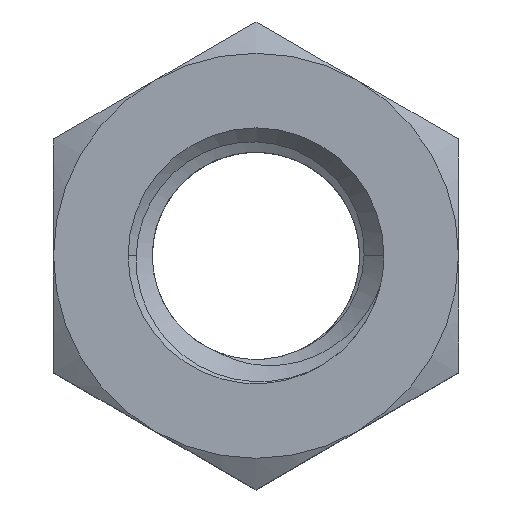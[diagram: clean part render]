
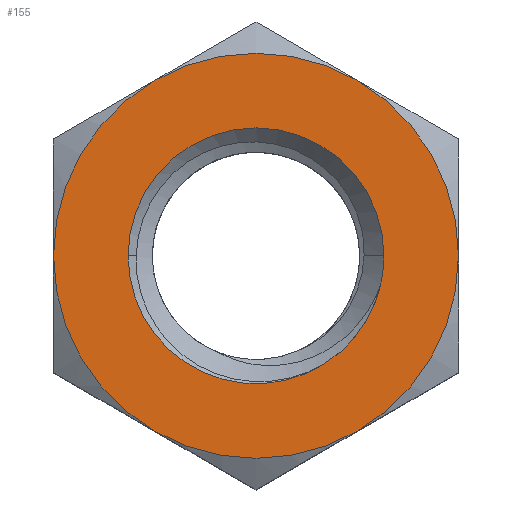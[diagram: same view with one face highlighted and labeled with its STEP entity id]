
A CAD part, top view. The second image highlights one B-rep face of the part: STEP entity #155.
In plain terms, the highlighted planar face has unit normal (0, 0, 1).
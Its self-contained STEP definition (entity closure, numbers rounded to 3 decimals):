
#61 = VERTEX_POINT ( 'NONE', #2581 ) ;
#100 = ORIENTED_EDGE ( 'NONE', *, *, #1574, .T. ) ;
#103 = AXIS2_PLACEMENT_3D ( 'NONE', #1065, #899, #871 ) ;
#127 = EDGE_CURVE ( 'NONE', #1950, #1258, #2730, .T. ) ;
#155 = ADVANCED_FACE ( 'NONE', ( #950, #1657 ), #769, .T. ) ;
#191 = CARTESIAN_POINT ( 'NONE',  ( -9.5, 0., 5. ) ) ;
#286 = CIRCLE ( 'NONE', #588, 6. ) ;
#316 = DIRECTION ( 'NONE',  ( 0., 0., 1. ) ) ;
#325 = CIRCLE ( 'NONE', #978, 6. ) ;
#337 = DIRECTION ( 'NONE',  ( 0., 0., 1. ) ) ;
#342 = ORIENTED_EDGE ( 'NONE', *, *, #127, .T. ) ;
#450 = DIRECTION ( 'NONE',  ( 0., 0., 1. ) ) ;
#507 = VERTEX_POINT ( 'NONE', #1460 ) ;
#510 = DIRECTION ( 'NONE',  ( 1., 0., 0. ) ) ;
#515 = CARTESIAN_POINT ( 'NONE',  ( 0., 0., 5. ) ) ;
#588 = AXIS2_PLACEMENT_3D ( 'NONE', #1807, #450, #2021 ) ;
#655 = CARTESIAN_POINT ( 'NONE',  ( -4.75, -8.227, 5. ) ) ;
#659 = DIRECTION ( 'NONE',  ( 1., 0., 0. ) ) ;
#681 = ORIENTED_EDGE ( 'NONE', *, *, #1205, .T. ) ;
#708 = CARTESIAN_POINT ( 'NONE',  ( 0., 0., 5. ) ) ;
#713 = AXIS2_PLACEMENT_3D ( 'NONE', #1027, #1013, #984 ) ;
#746 = ORIENTED_EDGE ( 'NONE', *, *, #1247, .T. ) ;
#752 = DIRECTION ( 'NONE',  ( 0., 0., 1. ) ) ;
#769 = PLANE ( 'NONE',  #805 ) ;
#782 = CARTESIAN_POINT ( 'NONE',  ( 5.852, -1.324, 5. ) ) ;
#805 = AXIS2_PLACEMENT_3D ( 'NONE', #1087, #752, #659 ) ;
#871 = DIRECTION ( 'NONE',  ( 1., 0., 0. ) ) ;
#890 = ORIENTED_EDGE ( 'NONE', *, *, #1438, .T. ) ;
#899 = DIRECTION ( 'NONE',  ( 0., 0., 1. ) ) ;
#946 = ORIENTED_EDGE ( 'NONE', *, *, #2134, .T. ) ;
#950 = FACE_BOUND ( 'NONE', #2675, .T. ) ;
#963 = DIRECTION ( 'NONE',  ( 0., 0., 1. ) ) ;
#977 = VERTEX_POINT ( 'NONE', #1233 ) ;
#978 = AXIS2_PLACEMENT_3D ( 'NONE', #708, #1860, #510 ) ;
#984 = DIRECTION ( 'NONE',  ( 1., 0., 0. ) ) ;
#1013 = DIRECTION ( 'NONE',  ( 0., 0., 1. ) ) ;
#1014 = CARTESIAN_POINT ( 'NONE',  ( 9.5, 0., 5. ) ) ;
#1027 = CARTESIAN_POINT ( 'NONE',  ( 0., 0., 5. ) ) ;
#1060 = EDGE_CURVE ( 'NONE', #61, #977, #1839, .T. ) ;
#1064 = CIRCLE ( 'NONE', #2063, 9.5 ) ;
#1065 = CARTESIAN_POINT ( 'NONE',  ( 0., 0., 5. ) ) ;
#1087 = CARTESIAN_POINT ( 'NONE',  ( -9.5, 5.485, 5. ) ) ;
#1130 = ORIENTED_EDGE ( 'NONE', *, *, #1060, .F. ) ;
#1131 = ORIENTED_EDGE ( 'NONE', *, *, #1371, .F. ) ;
#1133 = CARTESIAN_POINT ( 'NONE',  ( 4.75, -8.227, 5. ) ) ;
#1178 = CIRCLE ( 'NONE', #1714, 9.5 ) ;
#1205 = EDGE_CURVE ( 'NONE', #1833, #1331, #2573, .T. ) ;
#1233 = CARTESIAN_POINT ( 'NONE',  ( 3.184, -5.085, 5. ) ) ;
#1247 = EDGE_CURVE ( 'NONE', #2280, #1833, #1260, .T. ) ;
#1258 = VERTEX_POINT ( 'NONE', #655 ) ;
#1260 = CIRCLE ( 'NONE', #103, 9.5 ) ;
#1315 = AXIS2_PLACEMENT_3D ( 'NONE', #2519, #1516, #1746 ) ;
#1331 = VERTEX_POINT ( 'NONE', #2556 ) ;
#1371 = EDGE_CURVE ( 'NONE', #1685, #507, #325, .T. ) ;
#1375 = ORIENTED_EDGE ( 'NONE', *, *, #2792, .F. ) ;
#1404 = EDGE_CURVE ( 'NONE', #1685, #977, #2046, .T. ) ;
#1436 = DIRECTION ( 'NONE',  ( 1., 0., 0. ) ) ;
#1438 = EDGE_CURVE ( 'NONE', #1258, #2280, #2544, .T. ) ;
#1442 = DIRECTION ( 'NONE',  ( 0., 0., 1. ) ) ;
#1452 = CARTESIAN_POINT ( 'NONE',  ( 0., 0., 5. ) ) ;
#1460 = CARTESIAN_POINT ( 'NONE',  ( 6., 0., 5. ) ) ;
#1509 = DIRECTION ( 'NONE',  ( 1., 0., 0. ) ) ;
#1516 = DIRECTION ( 'NONE',  ( 0., 0., -1. ) ) ;
#1553 = EDGE_LOOP ( 'NONE', ( #746, #681, #100, #946, #342, #890 ) ) ;
#1574 = EDGE_CURVE ( 'NONE', #1331, #1992, #1064, .T. ) ;
#1657 = FACE_OUTER_BOUND ( 'NONE', #1553, .T. ) ;
#1662 = CARTESIAN_POINT ( 'NONE',  ( 0., 0., 5. ) ) ;
#1685 = VERTEX_POINT ( 'NONE', #782 ) ;
#1714 = AXIS2_PLACEMENT_3D ( 'NONE', #1662, #316, #1893 ) ;
#1746 = DIRECTION ( 'NONE',  ( -1., 0., 0. ) ) ;
#1771 = AXIS2_PLACEMENT_3D ( 'NONE', #1942, #2598, #1509 ) ;
#1807 = CARTESIAN_POINT ( 'NONE',  ( 0., 0., 5. ) ) ;
#1833 = VERTEX_POINT ( 'NONE', #1014 ) ;
#1839 = CIRCLE ( 'NONE', #2276, 6. ) ;
#1860 = DIRECTION ( 'NONE',  ( 0., 0., 1. ) ) ;
#1893 = DIRECTION ( 'NONE',  ( 1., 0., 0. ) ) ;
#1934 = ORIENTED_EDGE ( 'NONE', *, *, #1404, .T. ) ;
#1942 = CARTESIAN_POINT ( 'NONE',  ( 0., 0., 5. ) ) ;
#1950 = VERTEX_POINT ( 'NONE', #191 ) ;
#1971 = AXIS2_PLACEMENT_3D ( 'NONE', #515, #337, #2335 ) ;
#1992 = VERTEX_POINT ( 'NONE', #2000 ) ;
#2000 = CARTESIAN_POINT ( 'NONE',  ( -4.75, 8.227, 5. ) ) ;
#2021 = DIRECTION ( 'NONE',  ( 1., 0., 0. ) ) ;
#2046 = CIRCLE ( 'NONE', #1315, 6. ) ;
#2063 = AXIS2_PLACEMENT_3D ( 'NONE', #2341, #963, #2545 ) ;
#2134 = EDGE_CURVE ( 'NONE', #1992, #1950, #1178, .T. ) ;
#2276 = AXIS2_PLACEMENT_3D ( 'NONE', #1452, #1442, #1436 ) ;
#2280 = VERTEX_POINT ( 'NONE', #1133 ) ;
#2335 = DIRECTION ( 'NONE',  ( 1., 0., 0. ) ) ;
#2341 = CARTESIAN_POINT ( 'NONE',  ( 0., 0., 5. ) ) ;
#2519 = CARTESIAN_POINT ( 'NONE',  ( 0., 0., 5. ) ) ;
#2544 = CIRCLE ( 'NONE', #1771, 9.5 ) ;
#2545 = DIRECTION ( 'NONE',  ( 1., 0., 0. ) ) ;
#2556 = CARTESIAN_POINT ( 'NONE',  ( 4.75, 8.227, 5. ) ) ;
#2573 = CIRCLE ( 'NONE', #1971, 9.5 ) ;
#2581 = CARTESIAN_POINT ( 'NONE',  ( -6., 0., 5. ) ) ;
#2598 = DIRECTION ( 'NONE',  ( 0., 0., 1. ) ) ;
#2675 = EDGE_LOOP ( 'NONE', ( #1934, #1130, #1375, #1131 ) ) ;
#2730 = CIRCLE ( 'NONE', #713, 9.5 ) ;
#2792 = EDGE_CURVE ( 'NONE', #507, #61, #286, .T. ) ;
